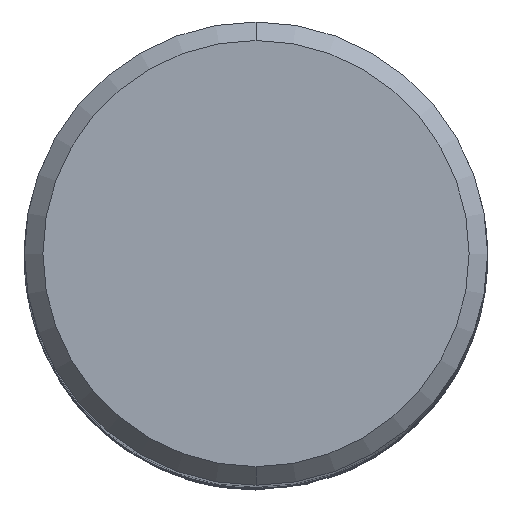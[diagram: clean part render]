
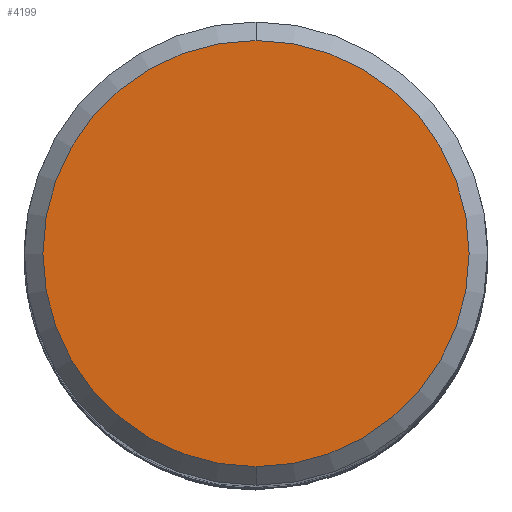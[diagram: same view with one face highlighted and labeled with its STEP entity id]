
A CAD part, top view. The second image highlights one B-rep face of the part: STEP entity #4199.
In plain terms, the highlighted planar face has unit normal (0, 0, 1).
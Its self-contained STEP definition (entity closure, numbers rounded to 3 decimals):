
#2743=VERTEX_POINT('',#6355);
#3169=EDGE_CURVE('',#3587,#2743,#6832,.T.);
#3587=VERTEX_POINT('',#7282);
#4199=ADVANCED_FACE('',(#7944),#7945,.T.);
#5113=EDGE_CURVE('',#2743,#3587,#8933,.T.);
#6355=CARTESIAN_POINT('',(0.0,11.5,0.0));
#6832=CIRCLE('',#37751,11.5);
#7282=CARTESIAN_POINT('',(0.,-11.5,0.0));
#7944=FACE_OUTER_BOUND('',#52630,.T.);
#7945=PLANE('',#52631);
#8933=CIRCLE('',#68470,11.5);
#37751=AXIS2_PLACEMENT_3D('',#72701,#72702,#72703);
#52630=EDGE_LOOP('',(#73795,#73796));
#52631=AXIS2_PLACEMENT_3D('',#73797,#73798,#73799);
#68470=AXIS2_PLACEMENT_3D('',#74750,#74751,#74752);
#72701=CARTESIAN_POINT('',(0.0,0.0,0.0));
#72702=DIRECTION('',(0.0,0.0,-1.0));
#72703=DIRECTION('',(0.0,1.0,0.0));
#73795=ORIENTED_EDGE('',*,*,#5113,.F.);
#73796=ORIENTED_EDGE('',*,*,#3169,.F.);
#73797=CARTESIAN_POINT('',(0.0,5.75,0.0));
#73798=DIRECTION('',(-0.0,0.0,1.0));
#73799=DIRECTION('',(0.0,-1.0,0.0));
#74750=CARTESIAN_POINT('',(0.0,0.0,0.0));
#74751=DIRECTION('',(0.0,0.0,-1.0));
#74752=DIRECTION('',(0.0,1.0,0.0));
